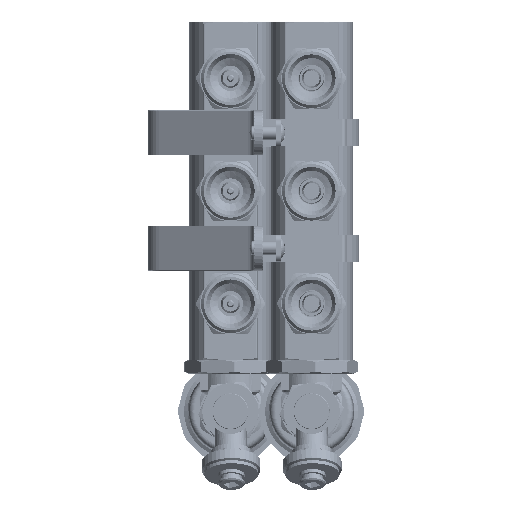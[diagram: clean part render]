
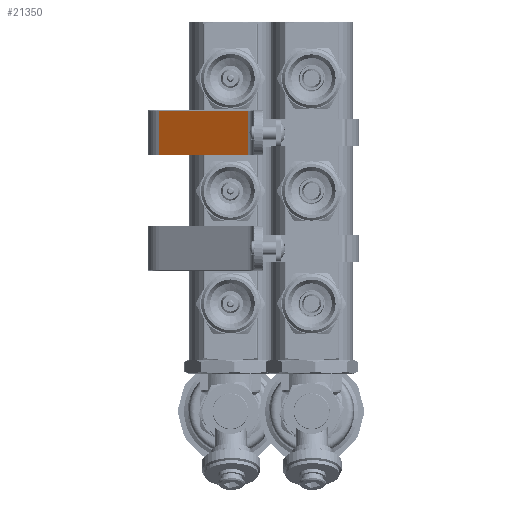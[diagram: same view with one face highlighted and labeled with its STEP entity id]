
A CAD part, front view. The second image highlights one B-rep face of the part: STEP entity #21350.
In plain terms, the highlighted face is planar.
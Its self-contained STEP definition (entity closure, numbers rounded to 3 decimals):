
#203 = PLANE ( 'NONE',  #31652 ) ;
#456 = ORIENTED_EDGE ( 'NONE', *, *, #41188, .T. ) ;
#2579 = EDGE_LOOP ( 'NONE', ( #22415, #456, #24169, #47895 ) ) ;
#3126 = DIRECTION ( 'NONE',  ( -0.512, 0., 0.859 ) ) ;
#6216 = EDGE_CURVE ( 'NONE', #34476, #71045, #62746, .T. ) ;
#7382 = DIRECTION ( 'NONE',  ( 0., 1., 0. ) ) ;
#12823 = FACE_OUTER_BOUND ( 'NONE', #2579, .T. ) ;
#17658 = VERTEX_POINT ( 'NONE', #86470 ) ;
#19230 = VECTOR ( 'NONE', #3126, 1000. ) ;
#21350 = ADVANCED_FACE ( 'NONE', ( #12823 ), #203, .T. ) ;
#22095 = VERTEX_POINT ( 'NONE', #50307 ) ;
#22415 = ORIENTED_EDGE ( 'NONE', *, *, #62627, .T. ) ;
#22875 = CARTESIAN_POINT ( 'NONE',  ( -245.819, 0., 44.559 ) ) ;
#22912 = LINE ( 'NONE', #34105, #19230 ) ;
#24169 = ORIENTED_EDGE ( 'NONE', *, *, #91204, .T. ) ;
#27844 = VECTOR ( 'NONE', #7382, 1000. ) ;
#31652 = AXIS2_PLACEMENT_3D ( 'NONE', #54011, #65440, #56024 ) ;
#32520 = VECTOR ( 'NONE', #78965, 1000. ) ;
#34105 = CARTESIAN_POINT ( 'NONE',  ( -219.273, -9.7, 0. ) ) ;
#34476 = VERTEX_POINT ( 'NONE', #60746 ) ;
#36936 = VECTOR ( 'NONE', #71341, 1000. ) ;
#41188 = EDGE_CURVE ( 'NONE', #22095, #17658, #64934, .T. ) ;
#47895 = ORIENTED_EDGE ( 'NONE', *, *, #6216, .T. ) ;
#50307 = CARTESIAN_POINT ( 'NONE',  ( -222.181, 9.7, 4.882 ) ) ;
#54011 = CARTESIAN_POINT ( 'NONE',  ( -219.273, 0., 0. ) ) ;
#56024 = DIRECTION ( 'NONE',  ( -0.512, 0., 0.859 ) ) ;
#57540 = CARTESIAN_POINT ( 'NONE',  ( -219.273, 9.7, 0. ) ) ;
#60746 = CARTESIAN_POINT ( 'NONE',  ( -245.819, -9.7, 44.559 ) ) ;
#62627 = EDGE_CURVE ( 'NONE', #71045, #22095, #65704, .T. ) ;
#62746 = LINE ( 'NONE', #22875, #27844 ) ;
#64934 = LINE ( 'NONE', #86681, #32520 ) ;
#65440 = DIRECTION ( 'NONE',  ( -0.859, 0., -0.512 ) ) ;
#65704 = LINE ( 'NONE', #57540, #36936 ) ;
#70323 = CARTESIAN_POINT ( 'NONE',  ( -245.819, 9.7, 44.559 ) ) ;
#71045 = VERTEX_POINT ( 'NONE', #70323 ) ;
#71341 = DIRECTION ( 'NONE',  ( 0.512, 0., -0.859 ) ) ;
#78965 = DIRECTION ( 'NONE',  ( 0., -1., 0. ) ) ;
#86470 = CARTESIAN_POINT ( 'NONE',  ( -222.181, -9.7, 4.882 ) ) ;
#86681 = CARTESIAN_POINT ( 'NONE',  ( -222.181, 0., 4.882 ) ) ;
#91204 = EDGE_CURVE ( 'NONE', #17658, #34476, #22912, .T. ) ;
